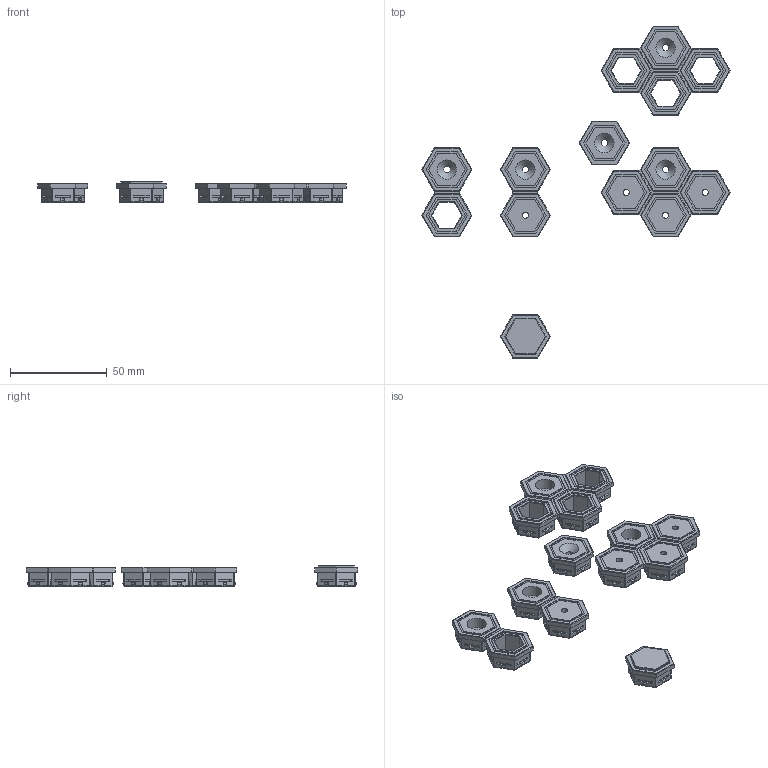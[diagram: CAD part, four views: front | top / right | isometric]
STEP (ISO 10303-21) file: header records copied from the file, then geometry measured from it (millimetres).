
FILE_DESCRIPTION(/* description */ (''),/* implementation_level */ '2;1');
FILE_NAME(/* name */ 'inserts-combined.step',/* time_stamp */ '2023-05-06T11:16:16+02:00',/* author */ (''),/* organization */ (''),/* preprocessor_version */ 'ST-DEVELOPER v19.2',/* originating_system */ 'Autodesk Translation Framework v12.4.0.73',/* authorisation */ '');
FILE_SCHEMA (('AUTOMOTIVE_DESIGN { 1 0 10303 214 3 1 1 }'));
Length unit declared in the file: millimetre
Products named in the file (1): inserts-combined
Bounding box: 159.59 x 171.79 x 11 mm (x, y, z)
Volume: 37657.5 mm3; surface area: 30474.1 mm2
Topology: 7 solids, 7 shells, 1624 faces, 4628 edges, 2985 vertices
Faces by surface type: plane 1517, cylinder 99, cone 8
Full cylindrical faces by diameter (mm): 3.2 x4, 3.5 x6, 10 x5
Entity records: 51979 total; most frequent: ORIENTED_EDGE 9256, CARTESIAN_POINT 9238, DIRECTION 8085, EDGE_CURVE 4628, LINE 4421, VECTOR 4421, VERTEX_POINT 2985, AXIS2_PLACEMENT_3D 1832
